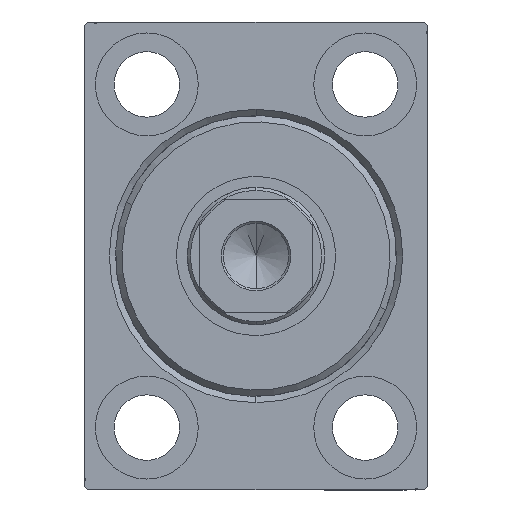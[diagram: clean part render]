
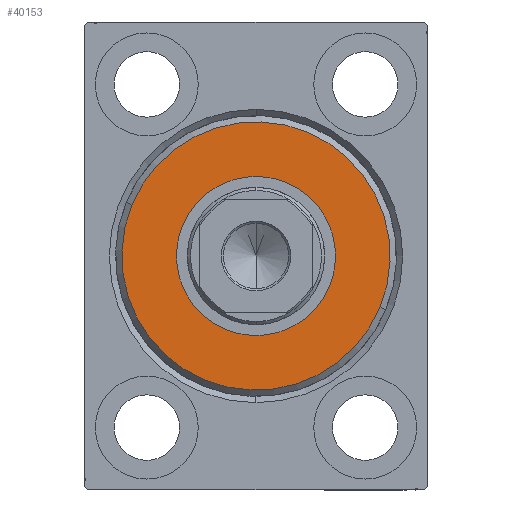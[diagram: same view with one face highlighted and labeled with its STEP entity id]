
A CAD part, left-side view. The second image highlights one B-rep face of the part: STEP entity #40153.
In plain terms, the highlighted face is planar.
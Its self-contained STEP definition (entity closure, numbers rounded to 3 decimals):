
#122 = AXIS2_PLACEMENT_3D ( 'NONE', #4714, #34365, #24410 ) ;
#451 = ORIENTED_EDGE ( 'NONE', *, *, #16839, .T. ) ;
#918 = VERTEX_POINT ( 'NONE', #6432 ) ;
#2769 = AXIS2_PLACEMENT_3D ( 'NONE', #30650, #3646, #40628 ) ;
#3646 = DIRECTION ( 'NONE',  ( 1., 0., 0. ) ) ;
#4714 = CARTESIAN_POINT ( 'NONE',  ( 3., 0., 0. ) ) ;
#6123 = FACE_OUTER_BOUND ( 'NONE', #17845, .T. ) ;
#6432 = CARTESIAN_POINT ( 'NONE',  ( 3., 0., -12.75 ) ) ;
#6758 = EDGE_CURVE ( 'NONE', #17914, #12306, #31733, .T. ) ;
#7354 = CARTESIAN_POINT ( 'NONE',  ( 3., 0., -21.5 ) ) ;
#7571 = DIRECTION ( 'NONE',  ( -1., 0., 0. ) ) ;
#7923 = EDGE_CURVE ( 'NONE', #27980, #918, #38118, .T. ) ;
#11726 = ORIENTED_EDGE ( 'NONE', *, *, #6758, .T. ) ;
#11763 = EDGE_LOOP ( 'NONE', ( #35042, #451 ) ) ;
#12306 = VERTEX_POINT ( 'NONE', #42401 ) ;
#12899 = CIRCLE ( 'NONE', #27017, 12.75 ) ;
#12988 = DIRECTION ( 'NONE',  ( 1., 0., 0. ) ) ;
#14791 = AXIS2_PLACEMENT_3D ( 'NONE', #34574, #7571, #21071 ) ;
#16839 = EDGE_CURVE ( 'NONE', #918, #27980, #12899, .T. ) ;
#17845 = EDGE_LOOP ( 'NONE', ( #37894, #11726 ) ) ;
#17914 = VERTEX_POINT ( 'NONE', #7354 ) ;
#19505 = EDGE_CURVE ( 'NONE', #12306, #17914, #41114, .T. ) ;
#19620 = FACE_BOUND ( 'NONE', #11763, .T. ) ;
#21071 = DIRECTION ( 'NONE',  ( 0., 0., -1. ) ) ;
#24410 = DIRECTION ( 'NONE',  ( 0., 0., -1. ) ) ;
#26492 = DIRECTION ( 'NONE',  ( 0., 0., -1. ) ) ;
#27017 = AXIS2_PLACEMENT_3D ( 'NONE', #35281, #28640, #42150 ) ;
#27363 = AXIS2_PLACEMENT_3D ( 'NONE', #43324, #12988, #26492 ) ;
#27980 = VERTEX_POINT ( 'NONE', #36501 ) ;
#28640 = DIRECTION ( 'NONE',  ( -1., 0., 0. ) ) ;
#30650 = CARTESIAN_POINT ( 'NONE',  ( 3., 0., 0. ) ) ;
#31733 = CIRCLE ( 'NONE', #2769, 21.5 ) ;
#33131 = PLANE ( 'NONE',  #27363 ) ;
#34365 = DIRECTION ( 'NONE',  ( 1., 0., 0. ) ) ;
#34574 = CARTESIAN_POINT ( 'NONE',  ( 3., 0., 0. ) ) ;
#35042 = ORIENTED_EDGE ( 'NONE', *, *, #7923, .T. ) ;
#35281 = CARTESIAN_POINT ( 'NONE',  ( 3., 0., 0. ) ) ;
#36501 = CARTESIAN_POINT ( 'NONE',  ( 3., 0., 12.75 ) ) ;
#37894 = ORIENTED_EDGE ( 'NONE', *, *, #19505, .T. ) ;
#38118 = CIRCLE ( 'NONE', #14791, 12.75 ) ;
#40153 = ADVANCED_FACE ( 'NONE', ( #6123, #19620 ), #33131, .T. ) ;
#40628 = DIRECTION ( 'NONE',  ( 0., 0., -1. ) ) ;
#41114 = CIRCLE ( 'NONE', #122, 21.5 ) ;
#42150 = DIRECTION ( 'NONE',  ( 0., 0., -1. ) ) ;
#42401 = CARTESIAN_POINT ( 'NONE',  ( 3., 0., 21.5 ) ) ;
#43324 = CARTESIAN_POINT ( 'NONE',  ( 3., 0., 0. ) ) ;
